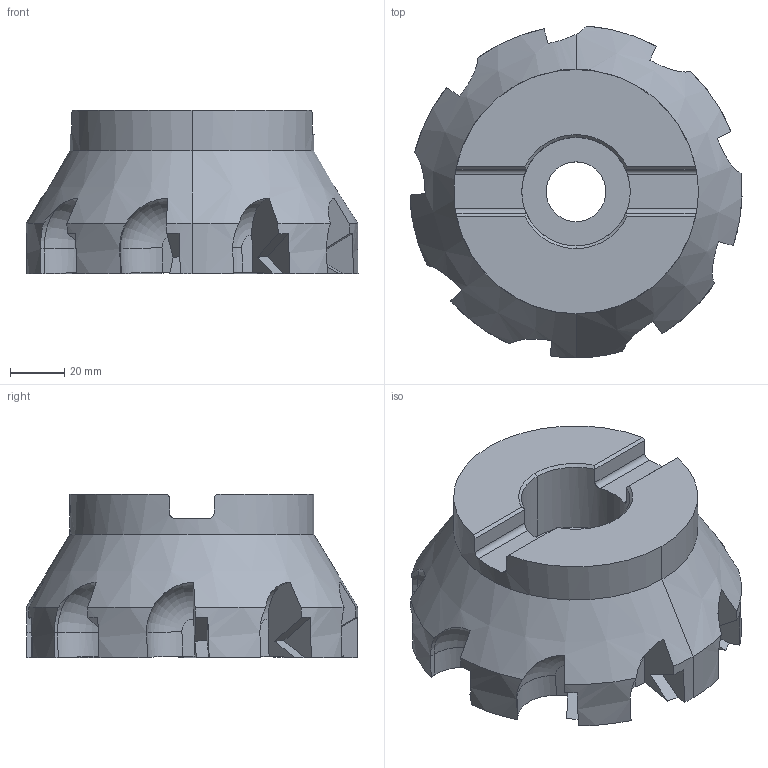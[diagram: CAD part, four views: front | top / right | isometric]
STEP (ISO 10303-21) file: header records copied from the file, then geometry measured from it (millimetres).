
FILE_DESCRIPTION(('no description'),'unknown implementation level');
FILE_NAME('solidYGG_ElhMkUSkl_xfFBOD_HsWy2o_1.STP',' ',('CIM GmbH Aachen'),('CADClick - KiM GmbH - www.kimweb.de'),'unknown preprocess','ACIS','unknown authorization');
FILE_SCHEMA(('automotive_design'));
Length unit declared in the file: millimetre
Products named in the file (1): 1
Bounding box: 122.34 x 122.26 x 60.38 mm (x, y, z)
Volume: 422053.1 mm3; surface area: 50243.2 mm2
Topology: 1 solids, 1 shells, 150 faces, 425 edges, 277 vertices
Faces by surface type: plane 84, cylinder 49, torus 9, cone 8
Entity records: 10739 total; most frequent: CARTESIAN_POINT 2217, STYLED_ITEM 853, PRESENTATION_STYLE_ASSIGNMENT 853, COLOUR_RGB 853, ORIENTED_EDGE 850, DIRECTION 788, EDGE_CURVE 425, CURVE_STYLE 425
